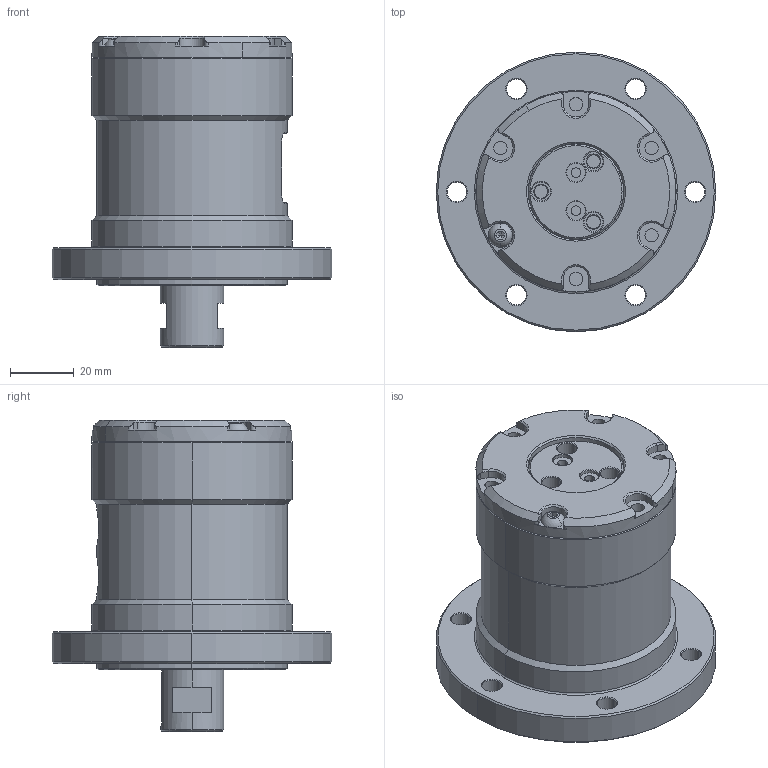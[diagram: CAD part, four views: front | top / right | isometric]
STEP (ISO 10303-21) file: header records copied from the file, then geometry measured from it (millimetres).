
FILE_DESCRIPTION (( 'STEP AP203' ), '1' );
FILE_NAME ('75法兰型无限旋转头.STEP', '2022-02-23T11:46:59', ( 'User' ), ( 'Microsoft' ), 'SwSTEP 2.0', 'SolidWorks 2015', '' );
FILE_SCHEMA (( 'CONFIG_CONTROL_DESIGN' ));
Length unit declared in the file: millimetre
Products named in the file (15): hex socket set screws with cone point gb_GB_FASTENER_SCREWS_HSCP M3X6-N; hexagon socket button head screws gb_GB_SOCKET_TYPE7 M4X12-N; 75法兰型无限旋转头; LOGOﾅﾆ; deep groove ball bearings gb_Rolling bearings 61806 GB 276-94; す醱粣創30X47X4詩え; FY-CRJ-75-楊擘倰隙蛌粣; 2X7; tapered roller bearings gb_Rolling bearings 32904 GB 297-94; す醱粣創30X47X4; 粣創裔; FY-CRJ-75-楊擘倰傷裔; FY-CRJ-75-楊擘倰褲极; FY-CRJ-75-楊擘倰蹟恇傷裔; 星型密封圈
Assembly tree (52 placements, depth 3):
  75法兰型无限旋转头
    FY-CRJ-75-楊擘倰隙蛌粣
    tapered roller bearings gb_Rolling bearings 32904 GB 297-94
    粣創裔
    FY-CRJ-75-楊擘倰褲极
    星型密封圈  x3
    hexagon socket button head screws gb_GB_SOCKET_TYPE7 M4X12-N  x7
    LOGOﾅﾆ
    deep groove ball bearings gb_Rolling bearings 61806 GB 276-94
    す醱粣創30X47X4
      す醱粣創30X47X4詩え  x2
      2X7  x30
    FY-CRJ-75-楊擘倰傷裔
    FY-CRJ-75-楊擘倰蹟恇傷裔
    hex socket set screws with cone point gb_GB_FASTENER_SCREWS_HSCP M3X6-N
Bounding box: 88 x 88 x 97.9 mm (x, y, z)
Volume: 305742 mm3; surface area: 82440.2 mm2
Topology: 51 solids, 51 shells, 1554 faces, 4387 edges, 2756 vertices
Faces by surface type: plane 453, torus 412, cylinder 299, cone 258, sphere 86, bspline 46
Entity records: 51407 total; most frequent: CARTESIAN_POINT 19261, ORIENTED_EDGE 6702, DIRECTION 5819, EDGE_CURVE 3351, AXIS2_PLACEMENT_3D 2445, VERTEX_POINT 2162, CIRCLE 1317, EDGE_LOOP 1265
